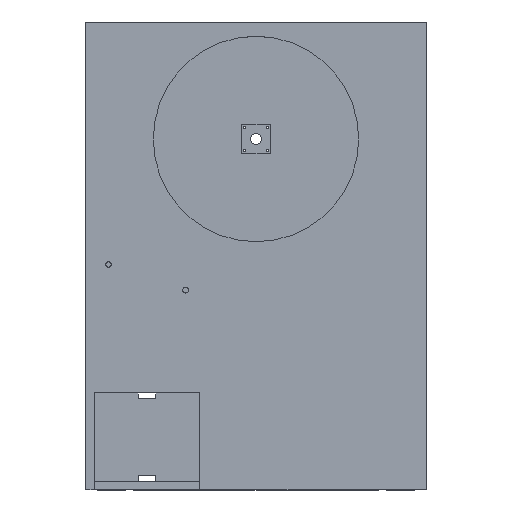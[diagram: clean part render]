
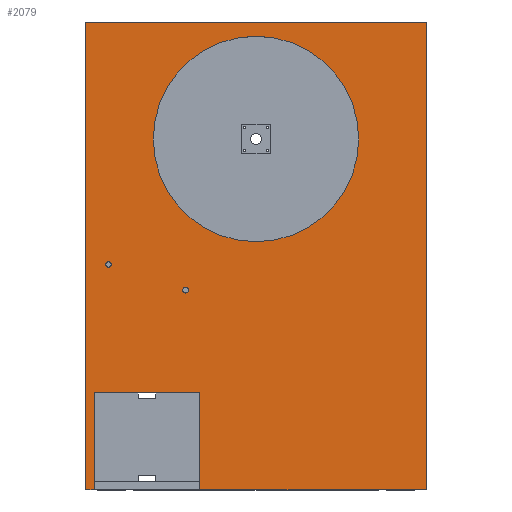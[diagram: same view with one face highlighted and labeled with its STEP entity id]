
A CAD part, top view. The second image highlights one B-rep face of the part: STEP entity #2079.
In plain terms, the highlighted planar face has unit normal (0, 0, 1).
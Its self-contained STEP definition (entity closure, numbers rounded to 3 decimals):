
#81=LINE('',#3081,#321);
#84=LINE('',#3087,#324);
#87=LINE('',#3093,#327);
#90=LINE('',#3099,#330);
#93=LINE('',#3105,#333);
#96=LINE('',#3111,#336);
#99=LINE('',#3117,#339);
#102=LINE('',#3121,#342);
#321=VECTOR('',#2511,10.);
#324=VECTOR('',#2516,10.);
#327=VECTOR('',#2521,10.);
#330=VECTOR('',#2526,10.);
#333=VECTOR('',#2531,10.);
#336=VECTOR('',#2536,10.);
#339=VECTOR('',#2541,10.);
#342=VECTOR('',#2546,10.);
#568=PLANE('',#2339);
#659=FACE_BOUND('',#840,.T.);
#660=FACE_BOUND('',#841,.T.);
#661=FACE_BOUND('',#842,.T.);
#721=FACE_OUTER_BOUND('',#839,.T.);
#839=EDGE_LOOP('',(#1546,#1547,#1548,#1549,#1550,#1551,#1552,#1553));
#840=EDGE_LOOP('',(#1554));
#841=EDGE_LOOP('',(#1555));
#842=EDGE_LOOP('',(#1556));
#989=CIRCLE('',#2322,180.);
#991=CIRCLE('',#2325,5.);
#993=CIRCLE('',#2328,5.);
#1025=VERTEX_POINT('',#3060);
#1027=VERTEX_POINT('',#3065);
#1029=VERTEX_POINT('',#3070);
#1033=VERTEX_POINT('',#3078);
#1034=VERTEX_POINT('',#3080);
#1036=VERTEX_POINT('',#3086);
#1038=VERTEX_POINT('',#3092);
#1040=VERTEX_POINT('',#3098);
#1042=VERTEX_POINT('',#3104);
#1044=VERTEX_POINT('',#3110);
#1046=VERTEX_POINT('',#3116);
#1221=EDGE_CURVE('',#1025,#1025,#989,.T.);
#1223=EDGE_CURVE('',#1027,#1027,#991,.T.);
#1225=EDGE_CURVE('',#1029,#1029,#993,.T.);
#1229=EDGE_CURVE('',#1034,#1033,#81,.T.);
#1232=EDGE_CURVE('',#1036,#1034,#84,.T.);
#1235=EDGE_CURVE('',#1038,#1036,#87,.T.);
#1238=EDGE_CURVE('',#1040,#1038,#90,.T.);
#1241=EDGE_CURVE('',#1042,#1040,#93,.T.);
#1244=EDGE_CURVE('',#1044,#1042,#96,.T.);
#1247=EDGE_CURVE('',#1046,#1044,#99,.T.);
#1250=EDGE_CURVE('',#1033,#1046,#102,.T.);
#1546=ORIENTED_EDGE('',*,*,#1250,.T.);
#1547=ORIENTED_EDGE('',*,*,#1247,.T.);
#1548=ORIENTED_EDGE('',*,*,#1244,.T.);
#1549=ORIENTED_EDGE('',*,*,#1241,.T.);
#1550=ORIENTED_EDGE('',*,*,#1238,.T.);
#1551=ORIENTED_EDGE('',*,*,#1235,.T.);
#1552=ORIENTED_EDGE('',*,*,#1232,.T.);
#1553=ORIENTED_EDGE('',*,*,#1229,.T.);
#1554=ORIENTED_EDGE('',*,*,#1221,.T.);
#1555=ORIENTED_EDGE('',*,*,#1223,.T.);
#1556=ORIENTED_EDGE('',*,*,#1225,.T.);
#2079=ADVANCED_FACE('',(#721,#659,#660,#661),#568,.T.);
#2322=AXIS2_PLACEMENT_3D('',#3061,#2491,#2492);
#2325=AXIS2_PLACEMENT_3D('',#3066,#2497,#2498);
#2328=AXIS2_PLACEMENT_3D('',#3071,#2503,#2504);
#2339=AXIS2_PLACEMENT_3D('',#3123,#2549,#2550);
#2491=DIRECTION('center_axis',(0.,0.,-1.));
#2492=DIRECTION('ref_axis',(-1.,0.,0.));
#2497=DIRECTION('center_axis',(0.,0.,-1.));
#2498=DIRECTION('ref_axis',(-1.,0.,0.));
#2503=DIRECTION('center_axis',(0.,0.,-1.));
#2504=DIRECTION('ref_axis',(-1.,0.,0.));
#2511=DIRECTION('',(-1.,0.,0.));
#2516=DIRECTION('',(0.,1.,0.));
#2521=DIRECTION('',(1.,0.,0.));
#2526=DIRECTION('',(0.,-1.,0.));
#2531=DIRECTION('',(1.,0.,0.));
#2536=DIRECTION('',(0.,1.,0.));
#2541=DIRECTION('',(1.,0.,0.));
#2546=DIRECTION('',(0.,-1.,0.));
#2549=DIRECTION('center_axis',(0.,0.,1.));
#2550=DIRECTION('ref_axis',(1.,0.,0.));
#3060=CARTESIAN_POINT('',(478.5,615.,12.));
#3061=CARTESIAN_POINT('Origin',(298.5,615.,12.));
#3065=CARTESIAN_POINT('',(45.,395.,12.));
#3066=CARTESIAN_POINT('Origin',(40.,395.,12.));
#3070=CARTESIAN_POINT('',(180.,350.,12.));
#3071=CARTESIAN_POINT('Origin',(175.,350.,12.));
#3078=CARTESIAN_POINT('',(0.,820.,12.));
#3080=CARTESIAN_POINT('',(597.,820.,12.));
#3081=CARTESIAN_POINT('',(0.,820.,12.));
#3086=CARTESIAN_POINT('',(597.,0.,12.));
#3087=CARTESIAN_POINT('',(597.,820.,12.));
#3092=CARTESIAN_POINT('',(200.,0.,12.));
#3093=CARTESIAN_POINT('',(597.,0.,12.));
#3098=CARTESIAN_POINT('',(200.,170.,12.));
#3099=CARTESIAN_POINT('',(200.,0.,12.));
#3104=CARTESIAN_POINT('',(15.,170.,12.));
#3105=CARTESIAN_POINT('',(200.,170.,12.));
#3110=CARTESIAN_POINT('',(15.,0.,12.));
#3111=CARTESIAN_POINT('',(15.,170.,12.));
#3116=CARTESIAN_POINT('',(0.,0.,12.));
#3117=CARTESIAN_POINT('',(15.,0.,12.));
#3121=CARTESIAN_POINT('',(0.,0.,12.));
#3123=CARTESIAN_POINT('Origin',(278.04,385.095,12.));
